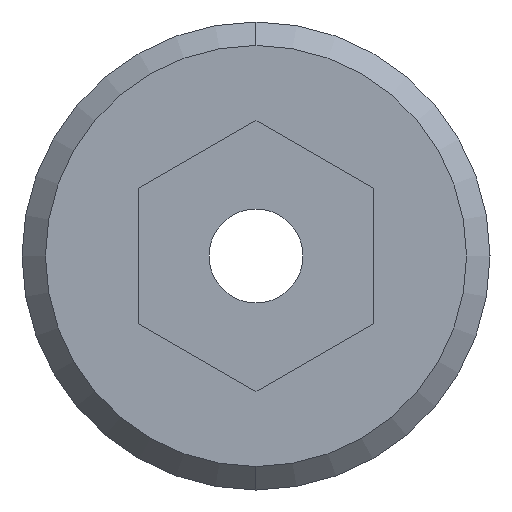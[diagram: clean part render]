
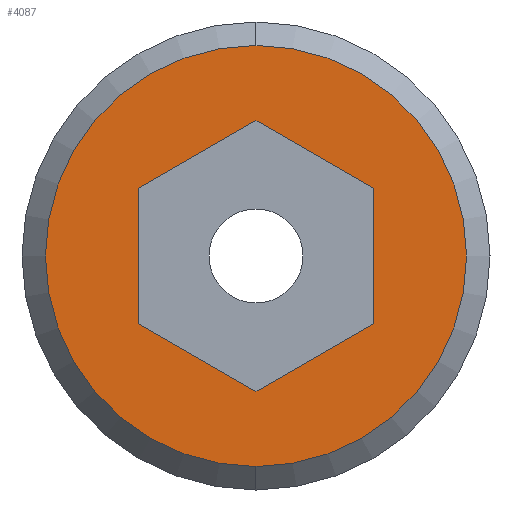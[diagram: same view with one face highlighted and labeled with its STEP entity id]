
A CAD part, left-side view. The second image highlights one B-rep face of the part: STEP entity #4087.
In plain terms, the highlighted planar face has unit normal (-1, 0, 0).
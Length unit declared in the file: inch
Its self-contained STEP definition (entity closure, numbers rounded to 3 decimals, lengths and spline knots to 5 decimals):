
#1797=CARTESIAN_POINT('',(-0.11,0.,0.));
#1798=DIRECTION('',(-1.,0.,0.));
#1799=DIRECTION('',(0.,1.,0.));
#1800=AXIS2_PLACEMENT_3D('',#1797,#1798,#1799);
#1815=DIRECTION('',(0.,0.5,0.866));
#1816=VECTOR('',#1815,0.05196);
#1817=CARTESIAN_POINT('',(-0.11,0.02598,-0.045));
#1818=LINE('',#1817,#1816);
#1819=DIRECTION('',(0.,1.,0.));
#1820=VECTOR('',#1819,0.05196);
#1821=CARTESIAN_POINT('',(-0.11,-0.02598,-0.045));
#1822=LINE('',#1821,#1820);
#1823=DIRECTION('',(0.,0.5,-0.866));
#1824=VECTOR('',#1823,0.05196);
#1825=CARTESIAN_POINT('',(-0.11,-0.05196,0.));
#1826=LINE('',#1825,#1824);
#1827=DIRECTION('',(0.,-0.5,-0.866));
#1828=VECTOR('',#1827,0.05196);
#1829=CARTESIAN_POINT('',(-0.11,-0.02598,0.045));
#1830=LINE('',#1829,#1828);
#1831=DIRECTION('',(0.,-1.,0.));
#1832=VECTOR('',#1831,0.05196);
#1833=CARTESIAN_POINT('',(-0.11,0.02598,0.045));
#1834=LINE('',#1833,#1832);
#1835=DIRECTION('',(0.,-0.5,0.866));
#1836=VECTOR('',#1835,0.05196);
#1837=CARTESIAN_POINT('',(-0.11,0.05196,0.));
#1838=LINE('',#1837,#1836);
#1839=CARTESIAN_POINT('',(-0.11,0.,0.));
#1840=DIRECTION('',(1.,0.,0.));
#1841=DIRECTION('',(0.,1.,0.));
#1842=AXIS2_PLACEMENT_3D('',#1839,#1840,#1841);
#1987=CARTESIAN_POINT('',(-0.11,0.08075,0.));
#1988=CARTESIAN_POINT('',(-0.11,-0.08075,0.));
#1989=VERTEX_POINT('',#1987);
#1990=VERTEX_POINT('',#1988);
#2007=CARTESIAN_POINT('',(-0.11,0.02598,-0.045));
#2008=CARTESIAN_POINT('',(-0.11,0.05196,0.));
#2009=VERTEX_POINT('',#2007);
#2010=VERTEX_POINT('',#2008);
#2011=CARTESIAN_POINT('',(-0.11,-0.02598,-0.045));
#2012=VERTEX_POINT('',#2011);
#2013=CARTESIAN_POINT('',(-0.11,-0.05196,0.));
#2014=VERTEX_POINT('',#2013);
#2015=CARTESIAN_POINT('',(-0.11,-0.02598,0.045));
#2016=VERTEX_POINT('',#2015);
#2017=CARTESIAN_POINT('',(-0.11,0.02598,0.045));
#2018=VERTEX_POINT('',#2017);
#4063=CARTESIAN_POINT('',(-0.11,0.,0.));
#4064=DIRECTION('',(1.,0.,0.));
#4065=DIRECTION('',(0.,-1.,0.));
#4066=AXIS2_PLACEMENT_3D('',#4063,#4064,#4065);
#4067=PLANE('',#4066);
#4068=ORIENTED_EDGE('',*,*,#4053,.F.);
#4070=ORIENTED_EDGE('',*,*,#4069,.T.);
#4071=EDGE_LOOP('',(#4068,#4070));
#4072=FACE_OUTER_BOUND('',#4071,.F.);
#4074=ORIENTED_EDGE('',*,*,#4073,.F.);
#4076=ORIENTED_EDGE('',*,*,#4075,.F.);
#4078=ORIENTED_EDGE('',*,*,#4077,.F.);
#4080=ORIENTED_EDGE('',*,*,#4079,.F.);
#4082=ORIENTED_EDGE('',*,*,#4081,.F.);
#4084=ORIENTED_EDGE('',*,*,#4083,.F.);
#4085=EDGE_LOOP('',(#4074,#4076,#4078,#4080,#4082,#4084));
#4086=FACE_BOUND('',#4085,.F.);
#1801=CIRCLE('',#1800,0.08075);
#1843=CIRCLE('',#1842,0.08075);
#4053=EDGE_CURVE('',#1989,#1990,#1801,.T.);
#4069=EDGE_CURVE('',#1989,#1990,#1843,.T.);
#4073=EDGE_CURVE('',#2009,#2010,#1818,.T.);
#4075=EDGE_CURVE('',#2012,#2009,#1822,.T.);
#4077=EDGE_CURVE('',#2014,#2012,#1826,.T.);
#4079=EDGE_CURVE('',#2016,#2014,#1830,.T.);
#4081=EDGE_CURVE('',#2018,#2016,#1834,.T.);
#4083=EDGE_CURVE('',#2010,#2018,#1838,.T.);
#4087=ADVANCED_FACE('',(#4072,#4086),#4067,.F.);
